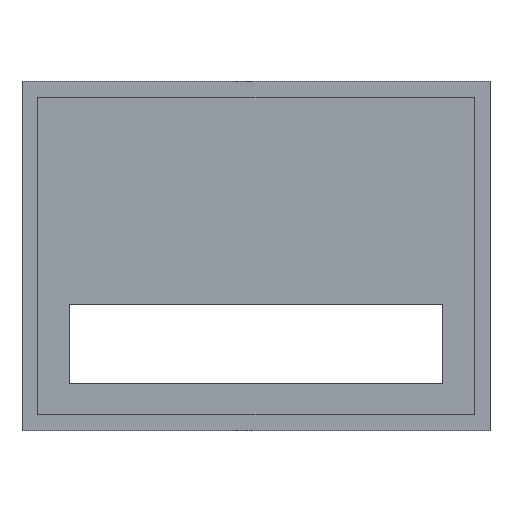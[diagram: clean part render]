
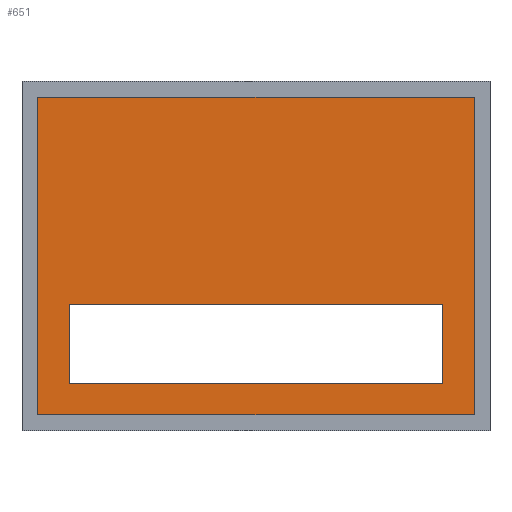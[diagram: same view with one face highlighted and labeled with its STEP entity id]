
A CAD part, left-side view. The second image highlights one B-rep face of the part: STEP entity #651.
In plain terms, the highlighted planar face has unit normal (-1, 0, 0).
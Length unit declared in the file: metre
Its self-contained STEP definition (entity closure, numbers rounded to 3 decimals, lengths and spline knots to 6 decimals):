
#95=ORIENTED_EDGE('',*,*,#279,.T.);
#96=ORIENTED_EDGE('',*,*,#280,.T.);
#97=ORIENTED_EDGE('',*,*,#281,.F.);
#98=ORIENTED_EDGE('',*,*,#282,.F.);
#99=ORIENTED_EDGE('',*,*,#271,.T.);
#100=ORIENTED_EDGE('',*,*,#278,.T.);
#101=ORIENTED_EDGE('',*,*,#276,.F.);
#102=ORIENTED_EDGE('',*,*,#274,.F.);
#271=EDGE_CURVE('',#367,#368,#418,.T.);
#274=EDGE_CURVE('',#367,#369,#421,.T.);
#276=EDGE_CURVE('',#369,#370,#423,.T.);
#278=EDGE_CURVE('',#368,#370,#425,.T.);
#279=EDGE_CURVE('',#371,#372,#426,.T.);
#280=EDGE_CURVE('',#372,#373,#427,.T.);
#281=EDGE_CURVE('',#374,#373,#428,.T.);
#282=EDGE_CURVE('',#371,#374,#429,.T.);
#367=VERTEX_POINT('',#936);
#368=VERTEX_POINT('',#937);
#369=VERTEX_POINT('',#942);
#370=VERTEX_POINT('',#946);
#371=VERTEX_POINT('',#952);
#372=VERTEX_POINT('',#953);
#373=VERTEX_POINT('',#955);
#374=VERTEX_POINT('',#957);
#418=LINE('',#935,#488);
#421=LINE('',#941,#491);
#423=LINE('',#945,#493);
#425=LINE('',#949,#495);
#426=LINE('',#951,#496);
#427=LINE('',#954,#497);
#428=LINE('',#956,#498);
#429=LINE('',#958,#499);
#488=VECTOR('',#749,1.);
#491=VECTOR('',#754,1.);
#493=VECTOR('',#758,1.);
#495=VECTOR('',#762,1.);
#496=VECTOR('',#765,1.);
#497=VECTOR('',#766,1.);
#498=VECTOR('',#767,1.);
#499=VECTOR('',#768,1.);
#550=EDGE_LOOP('',(#95,#96,#97,#98));
#551=EDGE_LOOP('',(#99,#100,#101,#102));
#590=FACE_BOUND('',#550,.T.);
#591=FACE_BOUND('',#551,.T.);
#628=PLANE('',#702);
#651=ADVANCED_FACE('',(#590,#591),#628,.F.);
#702=AXIS2_PLACEMENT_3D('',#950,#763,#764);
#749=DIRECTION('',(0.,0.,-1.));
#754=DIRECTION('',(0.,1.,0.));
#758=DIRECTION('',(0.,0.,-1.));
#762=DIRECTION('',(0.,1.,0.));
#763=DIRECTION('',(1.,0.,0.));
#764=DIRECTION('',(0.,1.,0.));
#765=DIRECTION('',(0.,-1.,0.));
#766=DIRECTION('',(0.,0.,1.));
#767=DIRECTION('',(0.,-1.,0.));
#768=DIRECTION('',(0.,0.,1.));
#935=CARTESIAN_POINT('',(0.3435,-0.0308,0.00395));
#936=CARTESIAN_POINT('',(0.3435,-0.0308,0.00645));
#937=CARTESIAN_POINT('',(0.3435,-0.0308,0.00145));
#941=CARTESIAN_POINT('',(0.3435,-0.019,0.00645));
#942=CARTESIAN_POINT('',(0.3435,-0.0072,0.00645));
#945=CARTESIAN_POINT('',(0.3435,-0.0072,0.00395));
#946=CARTESIAN_POINT('',(0.3435,-0.0072,0.00145));
#949=CARTESIAN_POINT('',(0.3435,-0.019,0.00145));
#950=CARTESIAN_POINT('',(0.3435,-0.019,0.0095));
#951=CARTESIAN_POINT('',(0.3435,-0.019,-0.00055));
#952=CARTESIAN_POINT('',(0.3435,-0.0052,-0.00055));
#953=CARTESIAN_POINT('',(0.3435,-0.0328,-0.00055));
#954=CARTESIAN_POINT('',(0.3435,-0.0328,0.0095));
#955=CARTESIAN_POINT('',(0.3435,-0.0328,0.01955));
#956=CARTESIAN_POINT('',(0.3435,-0.019,0.01955));
#957=CARTESIAN_POINT('',(0.3435,-0.0052,0.01955));
#958=CARTESIAN_POINT('',(0.3435,-0.0052,0.0095));
